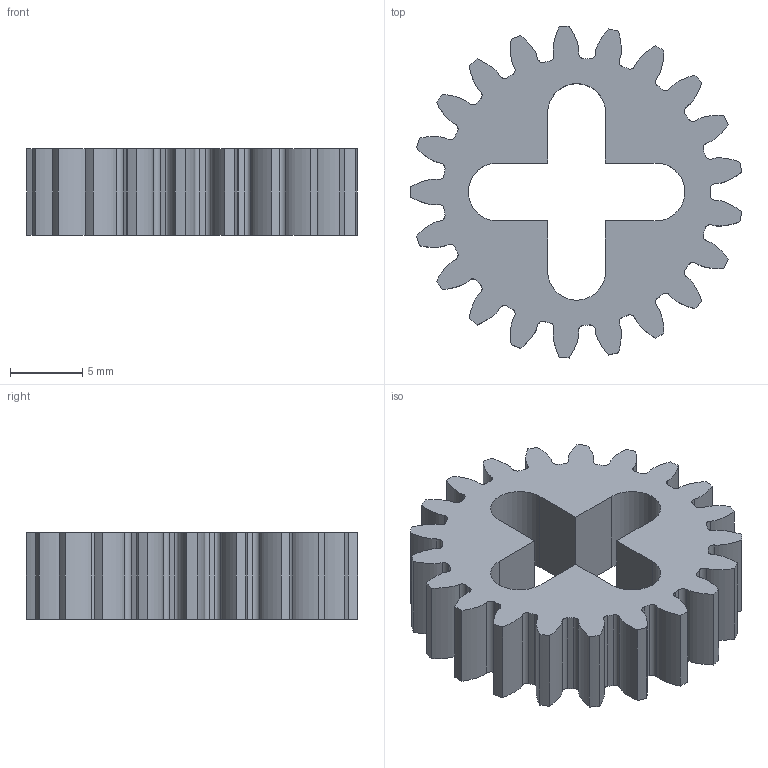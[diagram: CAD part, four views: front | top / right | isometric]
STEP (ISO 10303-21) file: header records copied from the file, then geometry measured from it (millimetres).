
FILE_DESCRIPTION(/* description */ ('STEP AP214'),/* implementation_level */ '2;1');
FILE_NAME(/* name */ '61fa9e5ade1f9b6a4c35e5d1',/* time_stamp */ '2022-02-02T15:08:11+00:00',/* author */ (''),/* organization */ (''),/* preprocessor_version */ 'ST-DEVELOPER v18.101',/* originating_system */ ' ',/* authorisation */ ' ');
FILE_SCHEMA (('AUTOMOTIVE_DESIGN {1 0 10303 214 3 1 1}'));
Length unit declared in the file: metre
Products named in the file (1): Petite Roue dentée Coude
Bounding box: 22.92 x 22.98 x 6 mm (x, y, z)
Volume: 1455.1 mm3; surface area: 1594.3 mm2
Topology: 1 solids, 1 shells, 140 faces, 414 edges, 276 vertices
Faces by surface type: cylinder 88, bspline 42, plane 10
Entity records: 6552 total; most frequent: CARTESIAN_POINT 2889, ORIENTED_EDGE 828, DIRECTION 704, EDGE_CURVE 414, VERTEX_POINT 276, AXIS2_PLACEMENT_3D 275, CIRCLE 176, LINE 154
